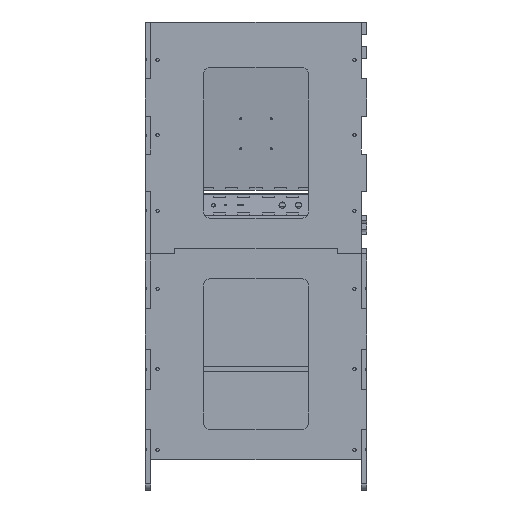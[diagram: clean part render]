
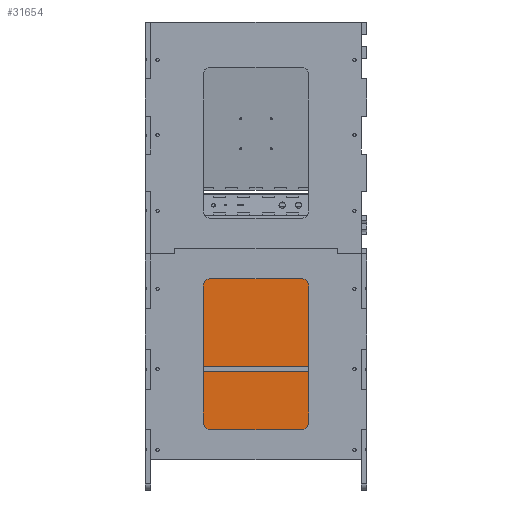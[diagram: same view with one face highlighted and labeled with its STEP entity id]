
A CAD part, left-side view. The second image highlights one B-rep face of the part: STEP entity #31654.
In plain terms, the highlighted planar face has unit normal (-1, 0, 0).
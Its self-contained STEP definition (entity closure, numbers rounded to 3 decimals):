
#796=PLANE('',#33481);
#2211=FACE_OUTER_BOUND('',#3927,.T.);
#3927=EDGE_LOOP('',(#22863,#22864,#22865,#22866,#22867,#22868,#22869,#22870,
#22871,#22872,#22873,#22874,#22875,#22876,#22877,#22878,#22879,#22880,#22881,
#22882,#22883,#22884,#22885,#22886));
#6029=LINE('',#44913,#10015);
#6033=LINE('',#44921,#10019);
#6036=LINE('',#44929,#10022);
#6037=LINE('',#44931,#10023);
#6038=LINE('',#44933,#10024);
#6039=LINE('',#44935,#10025);
#6040=LINE('',#44937,#10026);
#6041=LINE('',#44939,#10027);
#6042=LINE('',#44941,#10028);
#6043=LINE('',#44943,#10029);
#6044=LINE('',#44945,#10030);
#6045=LINE('',#44947,#10031);
#6046=LINE('',#44949,#10032);
#6047=LINE('',#44951,#10033);
#6048=LINE('',#44953,#10034);
#6049=LINE('',#44955,#10035);
#6050=LINE('',#44957,#10036);
#6051=LINE('',#44959,#10037);
#6052=LINE('',#44961,#10038);
#6053=LINE('',#44963,#10039);
#6054=LINE('',#44965,#10040);
#6055=LINE('',#44967,#10041);
#6056=LINE('',#44969,#10042);
#6057=LINE('',#44970,#10043);
#10015=VECTOR('',#36218,10.);
#10019=VECTOR('',#36224,10.);
#10022=VECTOR('',#36231,10.);
#10023=VECTOR('',#36232,10.);
#10024=VECTOR('',#36233,10.);
#10025=VECTOR('',#36234,10.);
#10026=VECTOR('',#36235,10.);
#10027=VECTOR('',#36236,10.);
#10028=VECTOR('',#36237,10.);
#10029=VECTOR('',#36238,10.);
#10030=VECTOR('',#36239,10.);
#10031=VECTOR('',#36240,10.);
#10032=VECTOR('',#36241,10.);
#10033=VECTOR('',#36242,10.);
#10034=VECTOR('',#36243,10.);
#10035=VECTOR('',#36244,10.);
#10036=VECTOR('',#36245,10.);
#10037=VECTOR('',#36246,10.);
#10038=VECTOR('',#36247,10.);
#10039=VECTOR('',#36248,10.);
#10040=VECTOR('',#36249,10.);
#10041=VECTOR('',#36250,10.);
#10042=VECTOR('',#36251,10.);
#10043=VECTOR('',#36252,10.);
#14457=VERTEX_POINT('',#44911);
#14458=VERTEX_POINT('',#44912);
#14461=VERTEX_POINT('',#44920);
#14464=VERTEX_POINT('',#44928);
#14465=VERTEX_POINT('',#44930);
#14466=VERTEX_POINT('',#44932);
#14467=VERTEX_POINT('',#44934);
#14468=VERTEX_POINT('',#44936);
#14469=VERTEX_POINT('',#44938);
#14470=VERTEX_POINT('',#44940);
#14471=VERTEX_POINT('',#44942);
#14472=VERTEX_POINT('',#44944);
#14473=VERTEX_POINT('',#44946);
#14474=VERTEX_POINT('',#44948);
#14475=VERTEX_POINT('',#44950);
#14476=VERTEX_POINT('',#44952);
#14477=VERTEX_POINT('',#44954);
#14478=VERTEX_POINT('',#44956);
#14479=VERTEX_POINT('',#44958);
#14480=VERTEX_POINT('',#44960);
#14481=VERTEX_POINT('',#44962);
#14482=VERTEX_POINT('',#44964);
#14483=VERTEX_POINT('',#44966);
#14484=VERTEX_POINT('',#44968);
#17723=EDGE_CURVE('',#14457,#14458,#6029,.T.);
#17727=EDGE_CURVE('',#14457,#14461,#6033,.T.);
#17731=EDGE_CURVE('',#14458,#14464,#6036,.T.);
#17732=EDGE_CURVE('',#14464,#14465,#6037,.T.);
#17733=EDGE_CURVE('',#14465,#14466,#6038,.T.);
#17734=EDGE_CURVE('',#14467,#14466,#6039,.T.);
#17735=EDGE_CURVE('',#14467,#14468,#6040,.T.);
#17736=EDGE_CURVE('',#14468,#14469,#6041,.T.);
#17737=EDGE_CURVE('',#14469,#14470,#6042,.T.);
#17738=EDGE_CURVE('',#14471,#14470,#6043,.T.);
#17739=EDGE_CURVE('',#14471,#14472,#6044,.T.);
#17740=EDGE_CURVE('',#14473,#14472,#6045,.T.);
#17741=EDGE_CURVE('',#14474,#14473,#6046,.T.);
#17742=EDGE_CURVE('',#14474,#14475,#6047,.T.);
#17743=EDGE_CURVE('',#14476,#14475,#6048,.T.);
#17744=EDGE_CURVE('',#14477,#14476,#6049,.T.);
#17745=EDGE_CURVE('',#14478,#14477,#6050,.T.);
#17746=EDGE_CURVE('',#14478,#14479,#6051,.T.);
#17747=EDGE_CURVE('',#14480,#14479,#6052,.T.);
#17748=EDGE_CURVE('',#14481,#14480,#6053,.T.);
#17749=EDGE_CURVE('',#14482,#14481,#6054,.T.);
#17750=EDGE_CURVE('',#14482,#14483,#6055,.T.);
#17751=EDGE_CURVE('',#14484,#14483,#6056,.T.);
#17752=EDGE_CURVE('',#14461,#14484,#6057,.T.);
#22863=ORIENTED_EDGE('',*,*,#17723,.T.);
#22864=ORIENTED_EDGE('',*,*,#17731,.T.);
#22865=ORIENTED_EDGE('',*,*,#17732,.T.);
#22866=ORIENTED_EDGE('',*,*,#17733,.T.);
#22867=ORIENTED_EDGE('',*,*,#17734,.F.);
#22868=ORIENTED_EDGE('',*,*,#17735,.T.);
#22869=ORIENTED_EDGE('',*,*,#17736,.T.);
#22870=ORIENTED_EDGE('',*,*,#17737,.T.);
#22871=ORIENTED_EDGE('',*,*,#17738,.F.);
#22872=ORIENTED_EDGE('',*,*,#17739,.T.);
#22873=ORIENTED_EDGE('',*,*,#17740,.F.);
#22874=ORIENTED_EDGE('',*,*,#17741,.F.);
#22875=ORIENTED_EDGE('',*,*,#17742,.T.);
#22876=ORIENTED_EDGE('',*,*,#17743,.F.);
#22877=ORIENTED_EDGE('',*,*,#17744,.F.);
#22878=ORIENTED_EDGE('',*,*,#17745,.F.);
#22879=ORIENTED_EDGE('',*,*,#17746,.T.);
#22880=ORIENTED_EDGE('',*,*,#17747,.F.);
#22881=ORIENTED_EDGE('',*,*,#17748,.F.);
#22882=ORIENTED_EDGE('',*,*,#17749,.F.);
#22883=ORIENTED_EDGE('',*,*,#17750,.T.);
#22884=ORIENTED_EDGE('',*,*,#17751,.F.);
#22885=ORIENTED_EDGE('',*,*,#17752,.F.);
#22886=ORIENTED_EDGE('',*,*,#17727,.F.);
#31654=ADVANCED_FACE('',(#2211),#796,.F.);
#33481=AXIS2_PLACEMENT_3D('',#44927,#36229,#36230);
#36218=DIRECTION('',(0.,-1.,0.));
#36224=DIRECTION('',(0.,0.,1.));
#36229=DIRECTION('center_axis',(1.,0.,0.));
#36230=DIRECTION('ref_axis',(0.,1.,0.));
#36231=DIRECTION('',(0.,0.,1.));
#36232=DIRECTION('',(0.,-1.,0.));
#36233=DIRECTION('',(0.,0.,1.));
#36234=DIRECTION('',(0.,-1.,0.));
#36235=DIRECTION('',(0.,0.,1.));
#36236=DIRECTION('',(0.,-1.,0.));
#36237=DIRECTION('',(0.,0.,1.));
#36238=DIRECTION('',(0.,-1.,0.));
#36239=DIRECTION('',(0.,0.,1.));
#36240=DIRECTION('',(0.,-1.,0.));
#36241=DIRECTION('',(0.,0.,-1.));
#36242=DIRECTION('',(0.,1.,0.));
#36243=DIRECTION('',(0.,0.,1.));
#36244=DIRECTION('',(0.,-1.,0.));
#36245=DIRECTION('',(0.,0.,1.));
#36246=DIRECTION('',(0.,1.,0.));
#36247=DIRECTION('',(0.,0.,1.));
#36248=DIRECTION('',(0.,1.,0.));
#36249=DIRECTION('',(0.,0.,1.));
#36250=DIRECTION('',(0.,1.,0.));
#36251=DIRECTION('',(0.,0.,1.));
#36252=DIRECTION('',(0.,1.,0.));
#44911=CARTESIAN_POINT('',(284.,349.,100.));
#44912=CARTESIAN_POINT('',(284.,-349.,100.));
#44913=CARTESIAN_POINT('',(284.,-349.,100.));
#44920=CARTESIAN_POINT('',(284.,349.,200.));
#44921=CARTESIAN_POINT('',(284.,349.,0.));
#44927=CARTESIAN_POINT('Origin',(284.,-349.,0.));
#44928=CARTESIAN_POINT('',(284.,-349.,200.));
#44929=CARTESIAN_POINT('',(284.,-349.,0.));
#44930=CARTESIAN_POINT('',(284.,-367.,200.));
#44931=CARTESIAN_POINT('',(284.,-349.,200.));
#44932=CARTESIAN_POINT('',(284.,-367.,333.333));
#44933=CARTESIAN_POINT('',(284.,-367.,333.333));
#44934=CARTESIAN_POINT('',(284.,-349.,333.333));
#44935=CARTESIAN_POINT('',(284.,-349.,333.333));
#44936=CARTESIAN_POINT('',(284.,-349.,466.667));
#44937=CARTESIAN_POINT('',(284.,-349.,0.));
#44938=CARTESIAN_POINT('',(284.,-367.,466.667));
#44939=CARTESIAN_POINT('',(284.,-349.,466.667));
#44940=CARTESIAN_POINT('',(284.,-367.,600.));
#44941=CARTESIAN_POINT('',(284.,-367.,600.));
#44942=CARTESIAN_POINT('',(284.,-349.,600.));
#44943=CARTESIAN_POINT('',(284.,-349.,600.));
#44944=CARTESIAN_POINT('',(284.,-349.,782.));
#44945=CARTESIAN_POINT('',(284.,-349.,0.));
#44946=CARTESIAN_POINT('',(284.,-269.,782.));
#44947=CARTESIAN_POINT('',(284.,-349.,782.));
#44948=CARTESIAN_POINT('',(284.,-269.,800.));
#44949=CARTESIAN_POINT('',(284.,-269.,391.));
#44950=CARTESIAN_POINT('',(284.,269.,800.));
#44951=CARTESIAN_POINT('',(284.,349.,800.));
#44952=CARTESIAN_POINT('',(284.,269.,782.));
#44953=CARTESIAN_POINT('',(284.,269.,400.));
#44954=CARTESIAN_POINT('',(284.,349.,782.));
#44955=CARTESIAN_POINT('',(284.,-40.,782.));
#44956=CARTESIAN_POINT('',(284.,349.,600.));
#44957=CARTESIAN_POINT('',(284.,349.,0.));
#44958=CARTESIAN_POINT('',(284.,367.,600.));
#44959=CARTESIAN_POINT('',(284.,349.,600.));
#44960=CARTESIAN_POINT('',(284.,367.,466.667));
#44961=CARTESIAN_POINT('',(284.,367.,600.));
#44962=CARTESIAN_POINT('',(284.,349.,466.667));
#44963=CARTESIAN_POINT('',(284.,349.,466.667));
#44964=CARTESIAN_POINT('',(284.,349.,333.333));
#44965=CARTESIAN_POINT('',(284.,349.,0.));
#44966=CARTESIAN_POINT('',(284.,367.,333.333));
#44967=CARTESIAN_POINT('',(284.,349.,333.333));
#44968=CARTESIAN_POINT('',(284.,367.,200.));
#44969=CARTESIAN_POINT('',(284.,367.,333.333));
#44970=CARTESIAN_POINT('',(284.,349.,200.));
